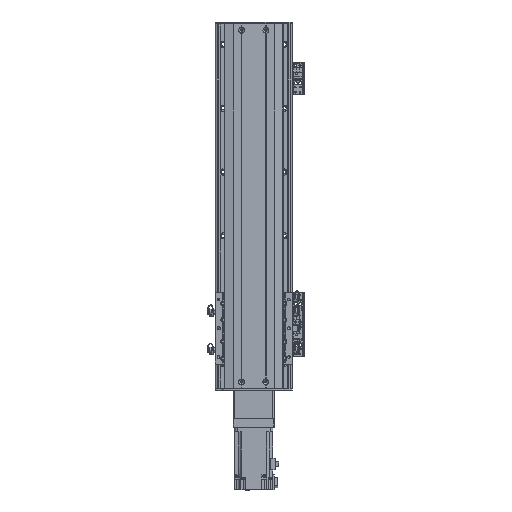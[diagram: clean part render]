
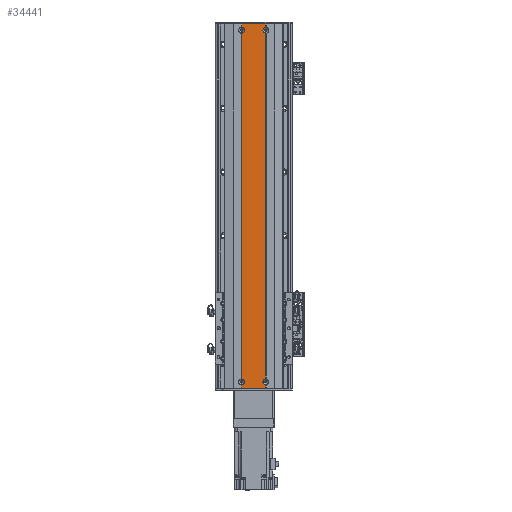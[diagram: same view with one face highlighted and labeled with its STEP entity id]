
A CAD part, top view. The second image highlights one B-rep face of the part: STEP entity #34441.
In plain terms, the highlighted face is planar.
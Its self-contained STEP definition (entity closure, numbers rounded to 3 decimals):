
#3865=CIRCLE('',#37918,4.55);
#3867=CIRCLE('',#37920,4.55);
#3870=CIRCLE('',#37925,4.55);
#3872=CIRCLE('',#37927,4.55);
#3878=CIRCLE('',#37935,4.55);
#3883=CIRCLE('',#37942,4.55);
#5695=FACE_OUTER_BOUND('',#7827,.T.);
#7827=EDGE_LOOP('',(#28435,#28436,#28437,#28438,#28439,#28440,#28441,#28442,
#28443,#28444,#28445,#28446,#28447,#28448));
#10260=LINE('',#58370,#12965);
#10263=LINE('',#58375,#12968);
#10266=LINE('',#58381,#12971);
#10268=LINE('',#58384,#12973);
#10301=LINE('',#58479,#13006);
#10372=LINE('',#58645,#13077);
#10373=LINE('',#58647,#13078);
#10374=LINE('',#58648,#13079);
#12965=VECTOR('',#45548,10.);
#12968=VECTOR('',#45553,10.);
#12971=VECTOR('',#45558,10.);
#12973=VECTOR('',#45562,10.);
#13006=VECTOR('',#45629,10.);
#13077=VECTOR('',#45810,10.);
#13078=VECTOR('',#45813,10.);
#13079=VECTOR('',#45814,10.);
#16094=VERTEX_POINT('',#58235);
#16095=VERTEX_POINT('',#58239);
#16097=VERTEX_POINT('',#58244);
#16103=VERTEX_POINT('',#58265);
#16104=VERTEX_POINT('',#58269);
#16106=VERTEX_POINT('',#58274);
#16111=VERTEX_POINT('',#58291);
#16117=VERTEX_POINT('',#58310);
#16120=VERTEX_POINT('',#58321);
#16126=VERTEX_POINT('',#58340);
#16134=VERTEX_POINT('',#58369);
#16135=VERTEX_POINT('',#58373);
#16137=VERTEX_POINT('',#58379);
#16182=VERTEX_POINT('',#58477);
#20342=EDGE_CURVE('',#16095,#16094,#3865,.T.);
#20345=EDGE_CURVE('',#16097,#16095,#3867,.T.);
#20353=EDGE_CURVE('',#16104,#16103,#3870,.T.);
#20356=EDGE_CURVE('',#16106,#16104,#3872,.T.);
#20370=EDGE_CURVE('',#16111,#16117,#3878,.T.);
#20381=EDGE_CURVE('',#16120,#16126,#3883,.T.);
#20394=EDGE_CURVE('',#16097,#16134,#10260,.T.);
#20397=EDGE_CURVE('',#16135,#16103,#10263,.T.);
#20400=EDGE_CURVE('',#16126,#16137,#10266,.T.);
#20402=EDGE_CURVE('',#16117,#16120,#10268,.T.);
#20449=EDGE_CURVE('',#16182,#16135,#10301,.T.);
#20533=EDGE_CURVE('',#16182,#16111,#10372,.T.);
#20534=EDGE_CURVE('',#16106,#16094,#10373,.T.);
#20535=EDGE_CURVE('',#16134,#16137,#10374,.T.);
#28435=ORIENTED_EDGE('',*,*,#20345,.T.);
#28436=ORIENTED_EDGE('',*,*,#20342,.T.);
#28437=ORIENTED_EDGE('',*,*,#20534,.F.);
#28438=ORIENTED_EDGE('',*,*,#20356,.T.);
#28439=ORIENTED_EDGE('',*,*,#20353,.T.);
#28440=ORIENTED_EDGE('',*,*,#20397,.F.);
#28441=ORIENTED_EDGE('',*,*,#20449,.F.);
#28442=ORIENTED_EDGE('',*,*,#20533,.T.);
#28443=ORIENTED_EDGE('',*,*,#20370,.T.);
#28444=ORIENTED_EDGE('',*,*,#20402,.T.);
#28445=ORIENTED_EDGE('',*,*,#20381,.T.);
#28446=ORIENTED_EDGE('',*,*,#20400,.T.);
#28447=ORIENTED_EDGE('',*,*,#20535,.F.);
#28448=ORIENTED_EDGE('',*,*,#20394,.F.);
#32957=PLANE('',#38024);
#34441=ADVANCED_FACE('',(#5695),#32957,.T.);
#37918=AXIS2_PLACEMENT_3D('',#58240,#45468,#45469);
#37920=AXIS2_PLACEMENT_3D('',#58245,#45473,#45474);
#37925=AXIS2_PLACEMENT_3D('',#58270,#45484,#45485);
#37927=AXIS2_PLACEMENT_3D('',#58275,#45489,#45490);
#37935=AXIS2_PLACEMENT_3D('',#58314,#45507,#45508);
#37942=AXIS2_PLACEMENT_3D('',#58344,#45523,#45524);
#38024=AXIS2_PLACEMENT_3D('',#58646,#45811,#45812);
#45468=DIRECTION('center_axis',(0.,-1.,0.));
#45469=DIRECTION('ref_axis',(1.,0.,0.));
#45473=DIRECTION('center_axis',(0.,-1.,0.));
#45474=DIRECTION('ref_axis',(1.,0.,0.));
#45484=DIRECTION('center_axis',(0.,-1.,0.));
#45485=DIRECTION('ref_axis',(1.,0.,0.));
#45489=DIRECTION('center_axis',(0.,-1.,0.));
#45490=DIRECTION('ref_axis',(1.,0.,0.));
#45507=DIRECTION('center_axis',(0.,-1.,0.));
#45508=DIRECTION('ref_axis',(1.,0.,0.));
#45523=DIRECTION('center_axis',(0.,-1.,0.));
#45524=DIRECTION('ref_axis',(1.,0.,0.));
#45548=DIRECTION('',(0.,0.,1.));
#45553=DIRECTION('',(0.,0.,1.));
#45558=DIRECTION('',(0.,0.,1.));
#45562=DIRECTION('',(0.,0.,1.));
#45629=DIRECTION('',(1.,0.,0.));
#45810=DIRECTION('',(0.,0.,1.));
#45811=DIRECTION('center_axis',(0.,1.,0.));
#45812=DIRECTION('ref_axis',(-1.,0.,0.));
#45813=DIRECTION('',(0.,0.,1.));
#45814=DIRECTION('',(-1.,0.,0.));
#58235=CARTESIAN_POINT('',(18.5,2.5,270.978));
#58239=CARTESIAN_POINT('',(14.45,2.5,275.5));
#58240=CARTESIAN_POINT('Origin',(19.,2.5,275.5));
#58244=CARTESIAN_POINT('',(18.5,2.5,280.022));
#58245=CARTESIAN_POINT('Origin',(19.,2.5,275.5));
#58265=CARTESIAN_POINT('',(18.5,2.5,-280.022));
#58269=CARTESIAN_POINT('',(14.45,2.5,-275.5));
#58270=CARTESIAN_POINT('Origin',(19.,2.5,-275.5));
#58274=CARTESIAN_POINT('',(18.5,2.5,-270.978));
#58275=CARTESIAN_POINT('Origin',(19.,2.5,-275.5));
#58291=CARTESIAN_POINT('',(-18.5,2.5,-280.022));
#58310=CARTESIAN_POINT('',(-18.5,2.5,-270.978));
#58314=CARTESIAN_POINT('Origin',(-19.,2.5,-275.5));
#58321=CARTESIAN_POINT('',(-18.5,2.5,270.978));
#58340=CARTESIAN_POINT('',(-18.5,2.5,280.022));
#58344=CARTESIAN_POINT('Origin',(-19.,2.5,275.5));
#58369=CARTESIAN_POINT('',(18.5,2.5,285.5));
#58370=CARTESIAN_POINT('',(18.5,2.5,0.));
#58373=CARTESIAN_POINT('',(18.5,2.5,-285.5));
#58375=CARTESIAN_POINT('',(18.5,2.5,0.));
#58379=CARTESIAN_POINT('',(-18.5,2.5,285.5));
#58381=CARTESIAN_POINT('',(-18.5,2.5,0.));
#58384=CARTESIAN_POINT('',(-18.5,2.5,0.));
#58477=CARTESIAN_POINT('',(-18.5,2.5,-285.5));
#58479=CARTESIAN_POINT('',(18.5,2.5,-285.5));
#58645=CARTESIAN_POINT('',(-18.5,2.5,0.));
#58646=CARTESIAN_POINT('Origin',(18.5,2.5,0.));
#58647=CARTESIAN_POINT('',(18.5,2.5,0.));
#58648=CARTESIAN_POINT('',(18.5,2.5,285.5));
